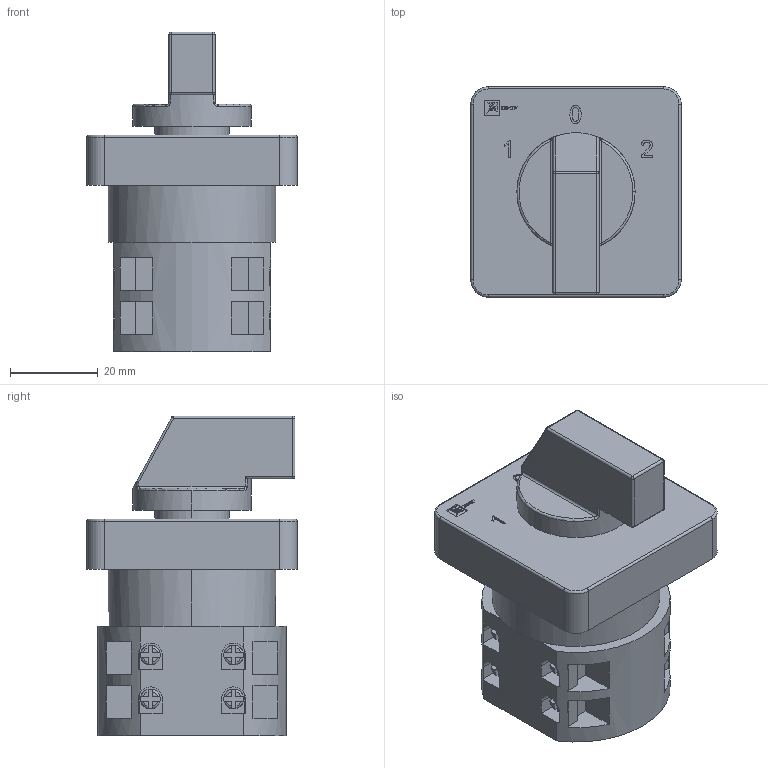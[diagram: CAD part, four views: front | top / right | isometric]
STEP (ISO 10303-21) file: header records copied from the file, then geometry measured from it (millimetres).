
FILE_DESCRIPTION (( 'STEP AP203' ), '1' );
FILE_NAME ('ﾏﾊ-1-42 10ﾀ 2ﾐ (pk-1-42-10).STEP', '2018-09-04T06:48:16', ( '' ), ( '' ), 'SwSTEP 2.0', 'SolidWorks 2017', '' );
FILE_SCHEMA (( 'CONFIG_CONTROL_DESIGN' ));
Length unit declared in the file: millimetre
Products named in the file (1): ﾏﾊ-1-42 10ﾀ 2ﾐ (pk-1-42-10)
Bounding box: 48 x 48 x 73 mm (x, y, z)
Volume: 80279.7 mm3; surface area: 17113.3 mm2
Topology: 1 solids, 1 shells, 470 faces, 1293 edges, 841 vertices
Faces by surface type: plane 301, cylinder 81, bspline 43, torus 39, sphere 6
Entity records: 17021 total; most frequent: CARTESIAN_POINT 5175, ORIENTED_EDGE 2578, DIRECTION 2275, EDGE_CURVE 1289, VERTEX_POINT 841, VECTOR 825, LINE 825, AXIS2_PLACEMENT_3D 725
